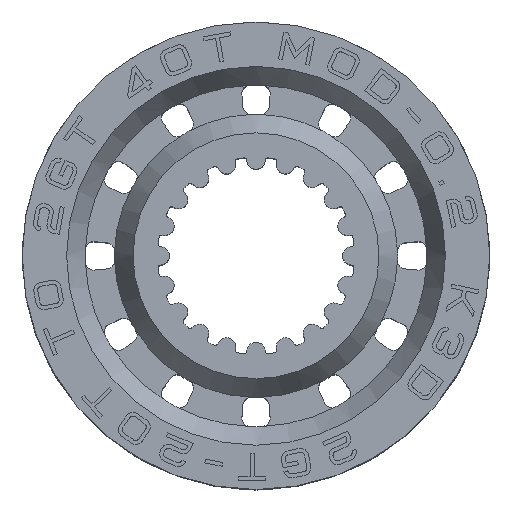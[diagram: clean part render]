
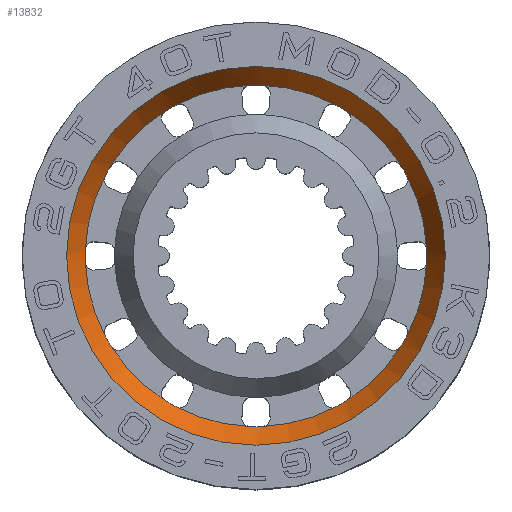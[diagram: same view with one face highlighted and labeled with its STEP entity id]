
A CAD part, top view. The second image highlights one B-rep face of the part: STEP entity #13832.
In plain terms, the highlighted conical face has half-angle 30 degrees and reference radius 11.729 mm.
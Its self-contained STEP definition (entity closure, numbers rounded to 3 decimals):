
#1510=CONICAL_SURFACE('',#15648,11.729,0.524);
#2034=CIRCLE('',#14122,11.729);
#2148=CIRCLE('',#14272,10.574);
#2154=CIRCLE('',#14289,10.574);
#2157=CIRCLE('',#14296,10.574);
#2160=CIRCLE('',#14303,10.574);
#2164=CIRCLE('',#14312,10.574);
#2166=CIRCLE('',#14317,10.574);
#2171=CIRCLE('',#14329,10.574);
#2173=CIRCLE('',#14334,10.574);
#2177=CIRCLE('',#14343,10.574);
#2180=CIRCLE('',#14351,10.574);
#2184=CIRCLE('',#14360,10.574);
#2227=CIRCLE('',#14472,10.574);
#2233=CIRCLE('',#14488,10.574);
#2235=CIRCLE('',#14491,10.574);
#2237=CIRCLE('',#14494,10.574);
#2239=CIRCLE('',#14497,10.574);
#2241=CIRCLE('',#14500,10.574);
#2243=CIRCLE('',#14503,10.574);
#2245=CIRCLE('',#14506,10.574);
#2247=CIRCLE('',#14509,10.574);
#2249=CIRCLE('',#14512,10.574);
#2251=CIRCLE('',#14515,10.574);
#2254=CIRCLE('',#14519,10.574);
#2939=CIRCLE('',#15649,10.574);
#6053=ORIENTED_EDGE('',*,*,#8001,.T.);
#6054=ORIENTED_EDGE('',*,*,#7754,.T.);
#6055=ORIENTED_EDGE('',*,*,#7997,.T.);
#6056=ORIENTED_EDGE('',*,*,#7763,.T.);
#6057=ORIENTED_EDGE('',*,*,#7993,.T.);
#6058=ORIENTED_EDGE('',*,*,#7948,.T.);
#6059=ORIENTED_EDGE('',*,*,#7989,.T.);
#6060=ORIENTED_EDGE('',*,*,#7774,.T.);
#6061=ORIENTED_EDGE('',*,*,#7985,.T.);
#6062=ORIENTED_EDGE('',*,*,#7781,.T.);
#6063=ORIENTED_EDGE('',*,*,#7981,.T.);
#6064=ORIENTED_EDGE('',*,*,#7795,.T.);
#6065=ORIENTED_EDGE('',*,*,#7977,.T.);
#6066=ORIENTED_EDGE('',*,*,#7802,.T.);
#6067=ORIENTED_EDGE('',*,*,#7973,.T.);
#6068=ORIENTED_EDGE('',*,*,#7813,.T.);
#6069=ORIENTED_EDGE('',*,*,#7969,.T.);
#6070=ORIENTED_EDGE('',*,*,#7823,.T.);
#6071=ORIENTED_EDGE('',*,*,#7965,.T.);
#6072=ORIENTED_EDGE('',*,*,#7834,.T.);
#6073=ORIENTED_EDGE('',*,*,#8007,.T.);
#6074=ORIENTED_EDGE('',*,*,#7745,.T.);
#6075=ORIENTED_EDGE('',*,*,#9052,.T.);
#6076=ORIENTED_EDGE('',*,*,#7726,.T.);
#6077=ORIENTED_EDGE('',*,*,#7340,.T.);
#7340=EDGE_CURVE('',#9502,#9502,#2034,.T.);
#7726=EDGE_CURVE('',#9873,#9872,#2148,.F.);
#7745=EDGE_CURVE('',#9883,#9882,#2154,.F.);
#7754=EDGE_CURVE('',#9891,#9890,#2157,.F.);
#7763=EDGE_CURVE('',#9899,#9898,#2160,.F.);
#7774=EDGE_CURVE('',#9909,#9908,#2164,.F.);
#7781=EDGE_CURVE('',#9915,#9914,#2166,.F.);
#7795=EDGE_CURVE('',#9929,#9928,#2171,.F.);
#7802=EDGE_CURVE('',#9935,#9934,#2173,.F.);
#7813=EDGE_CURVE('',#9945,#9944,#2177,.F.);
#7823=EDGE_CURVE('',#9955,#9954,#2180,.F.);
#7834=EDGE_CURVE('',#9965,#9964,#2184,.F.);
#7948=EDGE_CURVE('',#10015,#10014,#2227,.F.);
#7965=EDGE_CURVE('',#9954,#9965,#2233,.F.);
#7969=EDGE_CURVE('',#9944,#9955,#2235,.F.);
#7973=EDGE_CURVE('',#9934,#9945,#2237,.F.);
#7977=EDGE_CURVE('',#9928,#9935,#2239,.F.);
#7981=EDGE_CURVE('',#9914,#9929,#2241,.F.);
#7985=EDGE_CURVE('',#9908,#9915,#2243,.F.);
#7989=EDGE_CURVE('',#10014,#9909,#2245,.F.);
#7993=EDGE_CURVE('',#9898,#10015,#2247,.F.);
#7997=EDGE_CURVE('',#9890,#9899,#2249,.F.);
#8001=EDGE_CURVE('',#9872,#9891,#2251,.F.);
#8007=EDGE_CURVE('',#9964,#9883,#2254,.F.);
#9052=EDGE_CURVE('',#9882,#9873,#2939,.F.);
#9502=VERTEX_POINT('',#20536);
#9872=VERTEX_POINT('',#21946);
#9873=VERTEX_POINT('',#21948);
#9882=VERTEX_POINT('',#21981);
#9883=VERTEX_POINT('',#21983);
#9890=VERTEX_POINT('',#22000);
#9891=VERTEX_POINT('',#22002);
#9898=VERTEX_POINT('',#22019);
#9899=VERTEX_POINT('',#22021);
#9908=VERTEX_POINT('',#22042);
#9909=VERTEX_POINT('',#22044);
#9914=VERTEX_POINT('',#22057);
#9915=VERTEX_POINT('',#22059);
#9928=VERTEX_POINT('',#22087);
#9929=VERTEX_POINT('',#22089);
#9934=VERTEX_POINT('',#22102);
#9935=VERTEX_POINT('',#22104);
#9944=VERTEX_POINT('',#22125);
#9945=VERTEX_POINT('',#22127);
#9954=VERTEX_POINT('',#22147);
#9955=VERTEX_POINT('',#22149);
#9964=VERTEX_POINT('',#22170);
#9965=VERTEX_POINT('',#22172);
#10014=VERTEX_POINT('',#22376);
#10015=VERTEX_POINT('',#22378);
#11812=EDGE_LOOP('',(#6053,#6054,#6055,#6056,#6057,#6058,#6059,#6060,#6061,
#6062,#6063,#6064,#6065,#6066,#6067,#6068,#6069,#6070,#6071,#6072,#6073,
#6074,#6075,#6076));
#11813=EDGE_LOOP('',(#6077));
#12673=FACE_BOUND('',#11812,.T.);
#12674=FACE_BOUND('',#11813,.T.);
#13832=ADVANCED_FACE('',(#12673,#12674),#1510,.F.);
#14122=AXIS2_PLACEMENT_3D('',#20535,#15891,#15892);
#14272=AXIS2_PLACEMENT_3D('',#21947,#16250,#16251);
#14289=AXIS2_PLACEMENT_3D('',#21982,#16292,#16293);
#14296=AXIS2_PLACEMENT_3D('',#22001,#16310,#16311);
#14303=AXIS2_PLACEMENT_3D('',#22020,#16328,#16329);
#14312=AXIS2_PLACEMENT_3D('',#22043,#16350,#16351);
#14317=AXIS2_PLACEMENT_3D('',#22058,#16364,#16365);
#14329=AXIS2_PLACEMENT_3D('',#22088,#16392,#16393);
#14334=AXIS2_PLACEMENT_3D('',#22103,#16406,#16407);
#14343=AXIS2_PLACEMENT_3D('',#22126,#16428,#16429);
#14351=AXIS2_PLACEMENT_3D('',#22148,#16448,#16449);
#14360=AXIS2_PLACEMENT_3D('',#22171,#16470,#16471);
#14472=AXIS2_PLACEMENT_3D('',#22377,#16738,#16739);
#14488=AXIS2_PLACEMENT_3D('',#22406,#16776,#16777);
#14491=AXIS2_PLACEMENT_3D('',#22411,#16784,#16785);
#14494=AXIS2_PLACEMENT_3D('',#22416,#16792,#16793);
#14497=AXIS2_PLACEMENT_3D('',#22421,#16800,#16801);
#14500=AXIS2_PLACEMENT_3D('',#22426,#16808,#16809);
#14503=AXIS2_PLACEMENT_3D('',#22431,#16816,#16817);
#14506=AXIS2_PLACEMENT_3D('',#22436,#16824,#16825);
#14509=AXIS2_PLACEMENT_3D('',#22441,#16832,#16833);
#14512=AXIS2_PLACEMENT_3D('',#22446,#16840,#16841);
#14515=AXIS2_PLACEMENT_3D('',#22451,#16848,#16849);
#14519=AXIS2_PLACEMENT_3D('',#22458,#16859,#16860);
#15648=AXIS2_PLACEMENT_3D('',#24551,#19477,#19478);
#15649=AXIS2_PLACEMENT_3D('',#24552,#19479,#19480);
#15891=DIRECTION('',(0.,0.,1.));
#15892=DIRECTION('',(1.,0.,0.));
#16250=DIRECTION('',(0.,0.,1.));
#16251=DIRECTION('',(1.,0.,0.));
#16292=DIRECTION('',(0.,0.,1.));
#16293=DIRECTION('',(1.,0.,0.));
#16310=DIRECTION('',(0.,0.,1.));
#16311=DIRECTION('',(1.,0.,0.));
#16328=DIRECTION('',(0.,0.,1.));
#16329=DIRECTION('',(1.,0.,0.));
#16350=DIRECTION('',(0.,0.,1.));
#16351=DIRECTION('',(1.,0.,0.));
#16364=DIRECTION('',(0.,0.,1.));
#16365=DIRECTION('',(1.,0.,0.));
#16392=DIRECTION('',(0.,0.,1.));
#16393=DIRECTION('',(1.,0.,0.));
#16406=DIRECTION('',(0.,0.,1.));
#16407=DIRECTION('',(1.,0.,0.));
#16428=DIRECTION('',(0.,0.,1.));
#16429=DIRECTION('',(1.,0.,0.));
#16448=DIRECTION('',(0.,0.,1.));
#16449=DIRECTION('',(1.,0.,0.));
#16470=DIRECTION('',(0.,0.,1.));
#16471=DIRECTION('',(1.,0.,0.));
#16738=DIRECTION('',(0.,0.,1.));
#16739=DIRECTION('',(1.,0.,0.));
#16776=DIRECTION('',(0.,0.,1.));
#16777=DIRECTION('',(1.,0.,0.));
#16784=DIRECTION('',(0.,0.,1.));
#16785=DIRECTION('',(1.,0.,0.));
#16792=DIRECTION('',(0.,0.,1.));
#16793=DIRECTION('',(1.,0.,0.));
#16800=DIRECTION('',(0.,0.,1.));
#16801=DIRECTION('',(1.,0.,0.));
#16808=DIRECTION('',(0.,0.,1.));
#16809=DIRECTION('',(1.,0.,0.));
#16816=DIRECTION('',(0.,0.,1.));
#16817=DIRECTION('',(1.,0.,0.));
#16824=DIRECTION('',(0.,0.,1.));
#16825=DIRECTION('',(1.,0.,0.));
#16832=DIRECTION('',(0.,0.,1.));
#16833=DIRECTION('',(1.,0.,0.));
#16840=DIRECTION('',(0.,0.,1.));
#16841=DIRECTION('',(1.,0.,0.));
#16848=DIRECTION('',(0.,0.,1.));
#16849=DIRECTION('',(1.,0.,0.));
#16859=DIRECTION('',(0.,0.,1.));
#16860=DIRECTION('',(1.,0.,0.));
#19477=DIRECTION('',(0.,0.,1.));
#19478=DIRECTION('',(1.,0.,0.));
#19479=DIRECTION('',(0.,0.,1.));
#19480=DIRECTION('',(1.,0.,0.));
#20535=CARTESIAN_POINT('',(0.,0.,13.));
#20536=CARTESIAN_POINT('',(11.729,0.,13.));
#21946=CARTESIAN_POINT('',(0.398,10.567,11.));
#21947=CARTESIAN_POINT('',(0.,0.,11.));
#21948=CARTESIAN_POINT('',(-0.398,10.567,11.));
#21981=CARTESIAN_POINT('',(-4.939,9.35,11.));
#21982=CARTESIAN_POINT('',(0.,0.,11.));
#21983=CARTESIAN_POINT('',(-5.628,8.952,11.));
#22000=CARTESIAN_POINT('',(5.628,8.952,11.));
#22001=CARTESIAN_POINT('',(0.,0.,11.));
#22002=CARTESIAN_POINT('',(4.939,9.35,11.));
#22019=CARTESIAN_POINT('',(9.35,4.939,11.));
#22020=CARTESIAN_POINT('',(0.,0.,11.));
#22021=CARTESIAN_POINT('',(8.952,5.628,11.));
#22042=CARTESIAN_POINT('',(8.952,-5.628,11.));
#22043=CARTESIAN_POINT('',(0.,0.,11.));
#22044=CARTESIAN_POINT('',(9.35,-4.939,11.));
#22057=CARTESIAN_POINT('',(4.939,-9.35,11.));
#22058=CARTESIAN_POINT('',(0.,0.,11.));
#22059=CARTESIAN_POINT('',(5.628,-8.952,11.));
#22087=CARTESIAN_POINT('',(-0.398,-10.567,11.));
#22088=CARTESIAN_POINT('',(0.,0.,11.));
#22089=CARTESIAN_POINT('',(0.398,-10.567,11.));
#22102=CARTESIAN_POINT('',(-5.628,-8.952,11.));
#22103=CARTESIAN_POINT('',(0.,0.,11.));
#22104=CARTESIAN_POINT('',(-4.939,-9.35,11.));
#22125=CARTESIAN_POINT('',(-9.35,-4.939,11.));
#22126=CARTESIAN_POINT('',(0.,0.,11.));
#22127=CARTESIAN_POINT('',(-8.952,-5.628,11.));
#22147=CARTESIAN_POINT('',(-10.567,0.398,11.));
#22148=CARTESIAN_POINT('',(0.,0.,11.));
#22149=CARTESIAN_POINT('',(-10.567,-0.398,11.));
#22170=CARTESIAN_POINT('',(-8.952,5.628,11.));
#22171=CARTESIAN_POINT('',(0.,0.,11.));
#22172=CARTESIAN_POINT('',(-9.35,4.939,11.));
#22376=CARTESIAN_POINT('',(10.567,-0.398,11.));
#22377=CARTESIAN_POINT('',(0.,0.,11.));
#22378=CARTESIAN_POINT('',(10.567,0.398,11.));
#22406=CARTESIAN_POINT('',(0.,0.,11.));
#22411=CARTESIAN_POINT('',(0.,0.,11.));
#22416=CARTESIAN_POINT('',(0.,0.,11.));
#22421=CARTESIAN_POINT('',(0.,0.,11.));
#22426=CARTESIAN_POINT('',(0.,0.,11.));
#22431=CARTESIAN_POINT('',(0.,0.,11.));
#22436=CARTESIAN_POINT('',(0.,0.,11.));
#22441=CARTESIAN_POINT('',(0.,0.,11.));
#22446=CARTESIAN_POINT('',(0.,0.,11.));
#22451=CARTESIAN_POINT('',(0.,0.,11.));
#22458=CARTESIAN_POINT('',(0.,0.,11.));
#24551=CARTESIAN_POINT('',(0.,0.,13.));
#24552=CARTESIAN_POINT('',(0.,0.,11.));
